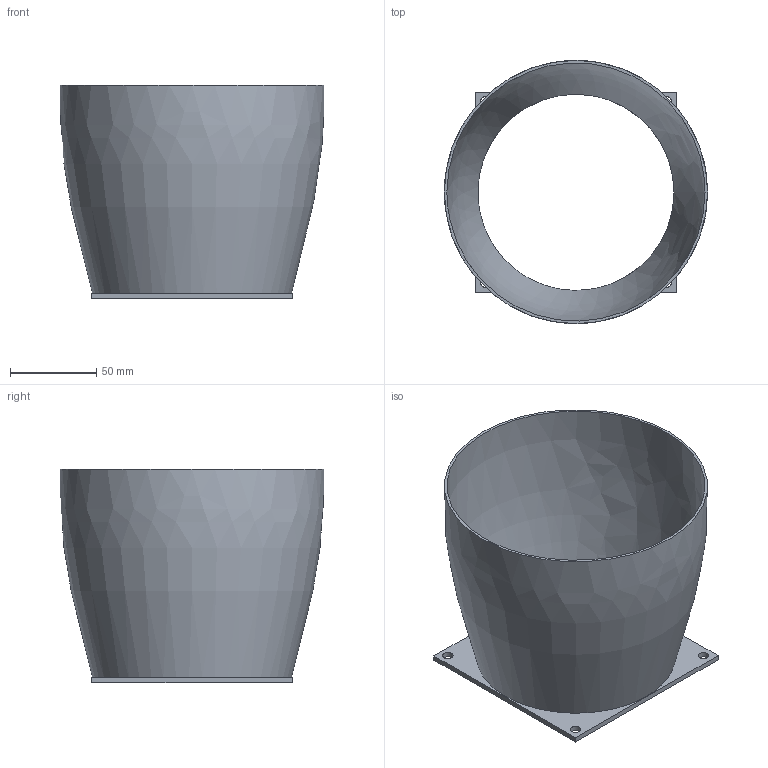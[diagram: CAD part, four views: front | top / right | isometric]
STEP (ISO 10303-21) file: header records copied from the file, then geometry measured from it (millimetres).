
FILE_DESCRIPTION(('HOOPS Exchange Step'),'2;1');
FILE_NAME('temp_export','2024-11-22T23:02:02+19:00',('tomgrant'),('Shapr3D Limited'),'HOOPS Exchange 2023.1','Shapr3D','Authorized');
FILE_SCHEMA( ('AUTOMOTIVE_DESIGN { 1 0 10303 214 1 1 1 1 }') );
Length unit declared in the file: millimetre
Products named in the file (1): root
Bounding box: 153.07 x 153 x 124 mm (x, y, z)
Volume: 90191 mm3; surface area: 117201.9 mm2
Topology: 1 solids, 1 shells, 14 faces, 33 edges, 22 vertices
Faces by surface type: plane 7, cylinder 5, bspline 1, offset 1
Full cylindrical faces by diameter (mm): 6 x4, 114 x1
Entity records: 2437 total; most frequent: CARTESIAN_POINT 2073, ORIENTED_EDGE 66, DIRECTION 63, EDGE_CURVE 33, EDGE_LOOP 25, FACE_BOUND 25, AXIS2_PLACEMENT_3D 23, VERTEX_POINT 22
